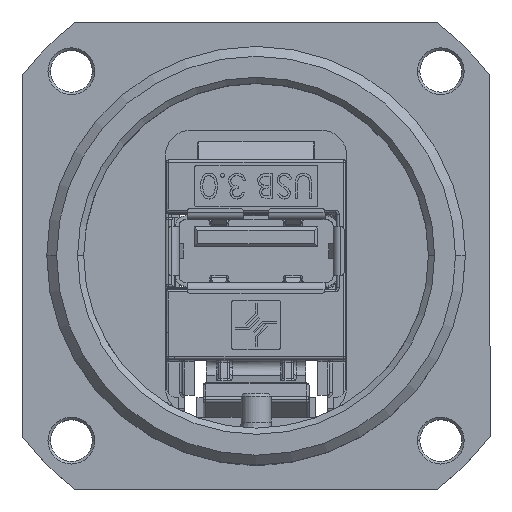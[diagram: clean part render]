
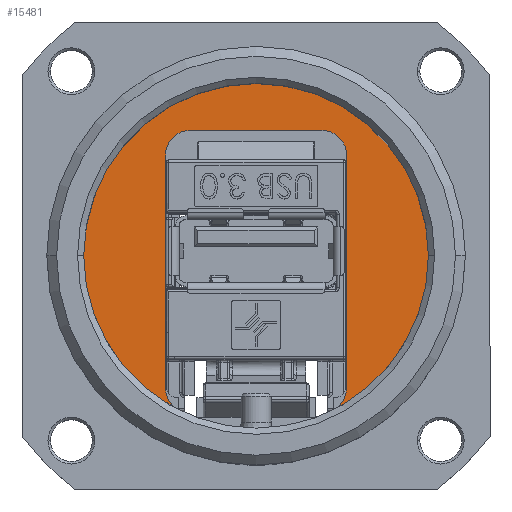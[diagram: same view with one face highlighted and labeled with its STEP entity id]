
A CAD part, top view. The second image highlights one B-rep face of the part: STEP entity #15481.
In plain terms, the highlighted planar face has unit normal (0, 0, 1).
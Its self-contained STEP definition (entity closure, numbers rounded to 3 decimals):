
#192 = CARTESIAN_POINT ( 'NONE',  ( 0., 0., -10.5 ) ) ;
#263 = EDGE_CURVE ( 'NONE', #6312, #50104, #26877, .T. ) ;
#583 = CIRCLE ( 'NONE', #4844, 2. ) ;
#1061 = AXIS2_PLACEMENT_3D ( 'NONE', #43784, #16695, #48347 ) ;
#1936 = EDGE_CURVE ( 'NONE', #27388, #49867, #36629, .T. ) ;
#2832 = CARTESIAN_POINT ( 'NONE',  ( -7.35, 8.2, -10.5 ) ) ;
#3196 = CARTESIAN_POINT ( 'NONE',  ( -5.35, 8.2, -10.5 ) ) ;
#3216 = ORIENTED_EDGE ( 'NONE', *, *, #37504, .F. ) ;
#4391 = DIRECTION ( 'NONE',  ( -1., 0., 0. ) ) ;
#4683 = CARTESIAN_POINT ( 'NONE',  ( -6.242, -12.532, -10.5 ) ) ;
#4780 = DIRECTION ( 'NONE',  ( 1., 0., 0. ) ) ;
#4782 = EDGE_LOOP ( 'NONE', ( #5125, #14866, #27671, #46824, #43323, #9354, #54748, #35369, #3216, #7600 ) ) ;
#4844 = AXIS2_PLACEMENT_3D ( 'NONE', #33512, #6383, #38072 ) ;
#5125 = ORIENTED_EDGE ( 'NONE', *, *, #35769, .F. ) ;
#5319 = VERTEX_POINT ( 'NONE', #30250 ) ;
#6312 = VERTEX_POINT ( 'NONE', #18308 ) ;
#6383 = DIRECTION ( 'NONE',  ( 0., 0., 1. ) ) ;
#6861 = CARTESIAN_POINT ( 'NONE',  ( 7.35, 8.2, -10.5 ) ) ;
#7082 = VECTOR ( 'NONE', #4391, 1000. ) ;
#7600 = ORIENTED_EDGE ( 'NONE', *, *, #58487, .F. ) ;
#7667 = AXIS2_PLACEMENT_3D ( 'NONE', #192, #31928, #4780 ) ;
#7774 = DIRECTION ( 'NONE',  ( 1., 0., 0. ) ) ;
#8966 = CARTESIAN_POINT ( 'NONE',  ( -5.35, 10.2, -10.5 ) ) ;
#9251 = AXIS2_PLACEMENT_3D ( 'NONE', #18850, #50495, #23401 ) ;
#9354 = ORIENTED_EDGE ( 'NONE', *, *, #53438, .F. ) ;
#11339 = VERTEX_POINT ( 'NONE', #50956 ) ;
#12360 = CARTESIAN_POINT ( 'NONE',  ( 7.35, 8.2, -10.5 ) ) ;
#12679 = AXIS2_PLACEMENT_3D ( 'NONE', #49209, #22140, #53734 ) ;
#13827 = CIRCLE ( 'NONE', #7667, 14. ) ;
#14496 = AXIS2_PLACEMENT_3D ( 'NONE', #3196, #34866, #7774 ) ;
#14866 = ORIENTED_EDGE ( 'NONE', *, *, #52463, .T. ) ;
#15481 = ADVANCED_FACE ( 'NONE', ( #25582 ), #41468, .T. ) ;
#15736 = CIRCLE ( 'NONE', #9251, 14. ) ;
#16695 = DIRECTION ( 'NONE',  ( 0., 0., 1. ) ) ;
#17417 = CARTESIAN_POINT ( 'NONE',  ( 5.35, -10.741, -10.5 ) ) ;
#17484 = LINE ( 'NONE', #12360, #55579 ) ;
#18102 = EDGE_CURVE ( 'NONE', #5319, #49867, #583, .T. ) ;
#18308 = CARTESIAN_POINT ( 'NONE',  ( -5.35, 10.2, -10.5 ) ) ;
#18850 = CARTESIAN_POINT ( 'NONE',  ( 0., 0., -10.5 ) ) ;
#18916 = DIRECTION ( 'NONE',  ( 0., 0., 1. ) ) ;
#20510 = EDGE_CURVE ( 'NONE', #57185, #27388, #13827, .T. ) ;
#21403 = VERTEX_POINT ( 'NONE', #6861 ) ;
#21730 = VERTEX_POINT ( 'NONE', #33154 ) ;
#22016 = DIRECTION ( 'NONE',  ( -1., 0., 0. ) ) ;
#22140 = DIRECTION ( 'NONE',  ( 0., 0., 1. ) ) ;
#23401 = DIRECTION ( 'NONE',  ( 1., 0., 0. ) ) ;
#23625 = CARTESIAN_POINT ( 'NONE',  ( -14., 0., -10.5 ) ) ;
#25582 = FACE_OUTER_BOUND ( 'NONE', #4782, .T. ) ;
#26123 = VERTEX_POINT ( 'NONE', #45521 ) ;
#26877 = CIRCLE ( 'NONE', #14496, 2. ) ;
#27388 = VERTEX_POINT ( 'NONE', #23625 ) ;
#27671 = ORIENTED_EDGE ( 'NONE', *, *, #20510, .T. ) ;
#29081 = LINE ( 'NONE', #2832, #50308 ) ;
#29114 = AXIS2_PLACEMENT_3D ( 'NONE', #17417, #49090, #22016 ) ;
#30184 = DIRECTION ( 'NONE',  ( 0., -1., 0. ) ) ;
#30250 = CARTESIAN_POINT ( 'NONE',  ( -7.35, -10.741, -10.5 ) ) ;
#31928 = DIRECTION ( 'NONE',  ( 0., 0., 1. ) ) ;
#33154 = CARTESIAN_POINT ( 'NONE',  ( 7.35, -10.741, -10.5 ) ) ;
#33512 = CARTESIAN_POINT ( 'NONE',  ( -5.35, -10.741, -10.5 ) ) ;
#34634 = AXIS2_PLACEMENT_3D ( 'NONE', #46032, #18916, #50564 ) ;
#34866 = DIRECTION ( 'NONE',  ( 0., 0., 1. ) ) ;
#35369 = ORIENTED_EDGE ( 'NONE', *, *, #39163, .F. ) ;
#35769 = EDGE_CURVE ( 'NONE', #26123, #21730, #41701, .T. ) ;
#36629 = CIRCLE ( 'NONE', #12679, 14. ) ;
#37504 = EDGE_CURVE ( 'NONE', #21403, #11339, #57858, .T. ) ;
#38072 = DIRECTION ( 'NONE',  ( -1., 0., 0. ) ) ;
#39163 = EDGE_CURVE ( 'NONE', #11339, #6312, #55262, .T. ) ;
#39467 = DIRECTION ( 'NONE',  ( 0., 1., 0. ) ) ;
#41468 = PLANE ( 'NONE',  #34634 ) ;
#41701 = CIRCLE ( 'NONE', #29114, 2. ) ;
#43323 = ORIENTED_EDGE ( 'NONE', *, *, #18102, .F. ) ;
#43784 = CARTESIAN_POINT ( 'NONE',  ( 5.35, 8.2, -10.5 ) ) ;
#45521 = CARTESIAN_POINT ( 'NONE',  ( 6.242, -12.532, -10.5 ) ) ;
#46032 = CARTESIAN_POINT ( 'NONE',  ( 0., 14., -10.5 ) ) ;
#46404 = CARTESIAN_POINT ( 'NONE',  ( 14., 0., -10.5 ) ) ;
#46824 = ORIENTED_EDGE ( 'NONE', *, *, #1936, .T. ) ;
#48347 = DIRECTION ( 'NONE',  ( 1., 0., 0. ) ) ;
#49090 = DIRECTION ( 'NONE',  ( 0., 0., 1. ) ) ;
#49209 = CARTESIAN_POINT ( 'NONE',  ( 0., 0., -10.5 ) ) ;
#49867 = VERTEX_POINT ( 'NONE', #4683 ) ;
#50104 = VERTEX_POINT ( 'NONE', #52341 ) ;
#50308 = VECTOR ( 'NONE', #30184, 1000. ) ;
#50495 = DIRECTION ( 'NONE',  ( 0., 0., 1. ) ) ;
#50564 = DIRECTION ( 'NONE',  ( 1., 0., 0. ) ) ;
#50956 = CARTESIAN_POINT ( 'NONE',  ( 5.35, 10.2, -10.5 ) ) ;
#52341 = CARTESIAN_POINT ( 'NONE',  ( -7.35, 8.2, -10.5 ) ) ;
#52463 = EDGE_CURVE ( 'NONE', #26123, #57185, #15736, .T. ) ;
#53438 = EDGE_CURVE ( 'NONE', #50104, #5319, #29081, .T. ) ;
#53734 = DIRECTION ( 'NONE',  ( 1., 0., 0. ) ) ;
#54748 = ORIENTED_EDGE ( 'NONE', *, *, #263, .F. ) ;
#55262 = LINE ( 'NONE', #8966, #7082 ) ;
#55579 = VECTOR ( 'NONE', #39467, 1000. ) ;
#57185 = VERTEX_POINT ( 'NONE', #46404 ) ;
#57858 = CIRCLE ( 'NONE', #1061, 2. ) ;
#58487 = EDGE_CURVE ( 'NONE', #21730, #21403, #17484, .T. ) ;
